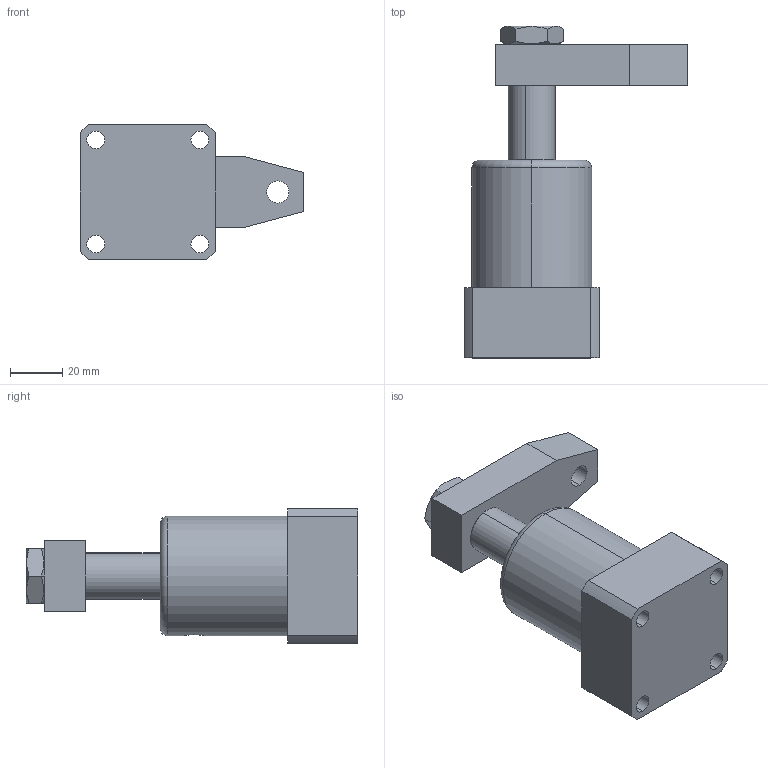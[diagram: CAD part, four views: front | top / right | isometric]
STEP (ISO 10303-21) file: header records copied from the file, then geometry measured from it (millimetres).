
FILE_DESCRIPTION (( 'STEP AP203' ), '1' );
FILE_NAME ('HSL-25S.STEP', '2020-04-22T06:16:07', ( '微软用户' ), ( '微软中国' ), 'SwSTEP 2.0', 'SolidWorks 2012', '' );
FILE_SCHEMA (( 'CONFIG_CONTROL_DESIGN' ));
Length unit declared in the file: millimetre
Products named in the file (5): HSL-25S蛌褒詰裝; hex thin nuts grades ab gb_GB_FASTENER_NUT_STNABTT M14X1.5-N; HSL-25S; HSL-25S揤旋杻秶; HSL-25S蛌褒詰掛极
Assembly tree (4 placements, depth 2):
  HSL-25S
    HSL-25S蛌褒詰掛极
    HSL-25S揤旋杻秶
    HSL-25S蛌褒詰裝
    hex thin nuts grades ab gb_GB_FASTENER_NUT_STNABTT M14X1.5-N
Bounding box: 86 x 127.5 x 52 mm (x, y, z)
Volume: 175127.1 mm3; surface area: 39656.5 mm2
Topology: 4 solids, 4 shells, 142 faces, 346 edges, 224 vertices
Faces by surface type: plane 69, cylinder 35, bspline 16, cone 14, torus 8
Entity records: 5619 total; most frequent: CARTESIAN_POINT 1799, ORIENTED_EDGE 692, DIRECTION 662, EDGE_CURVE 346, AXIS2_PLACEMENT_3D 239, VERTEX_POINT 224, VECTOR 184, LINE 184
